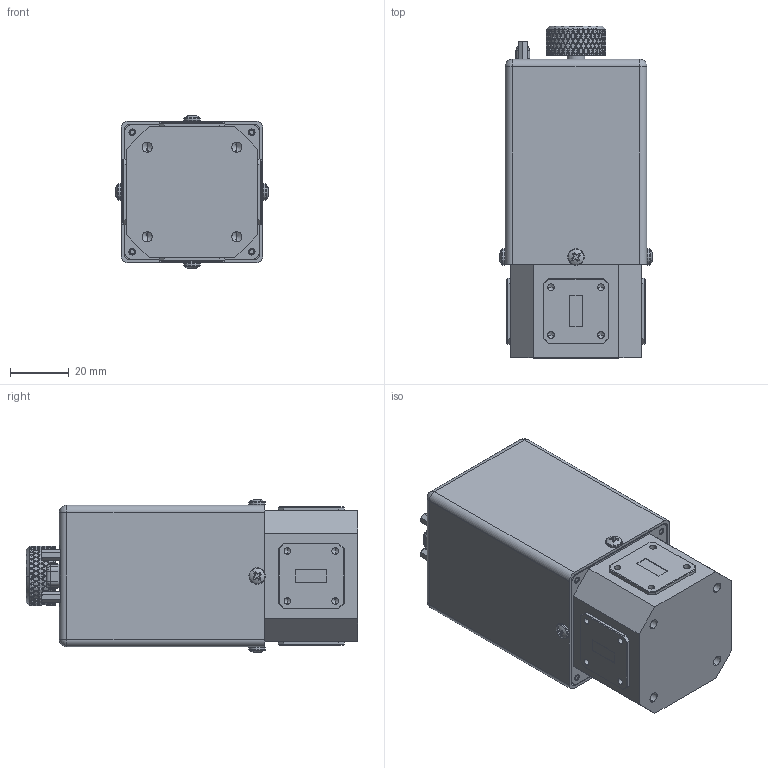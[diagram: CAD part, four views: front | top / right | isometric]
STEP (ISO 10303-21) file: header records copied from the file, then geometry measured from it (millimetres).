
FILE_DESCRIPTION (( 'STEP AP214' ), '1' );
FILE_NAME ('WJ-LMK.STEP', '2025-10-23T19:04:49', ( '' ), ( '' ), 'SwSTEP 2.0', 'SolidWorks 2021', '' );
FILE_SCHEMA (( 'AUTOMOTIVE_DESIGN' ));
Length unit declared in the file: inch
Products named in the file (1): WJ-LMK
Bounding box: 52.18 x 112.92 x 52.18 mm (x, y, z)
Volume: 225893.1 mm3; surface area: 28914.8 mm2
Topology: 3 solids, 7 shells, 2117 faces, 5085 edges, 2994 vertices
Faces by surface type: bspline 898, cylinder 734, plane 296, cone 147, torus 30, sphere 12
Entity records: 173403 total; most frequent: CARTESIAN_POINT 109062, ORIENTED_EDGE 10038, DIRECTION 5225, EDGE_CURVE 5019, VERTEX_POINT 2994, EDGE_LOOP 2205, FACE_OUTER_BOUND 2117, ADVANCED_FACE 2117
